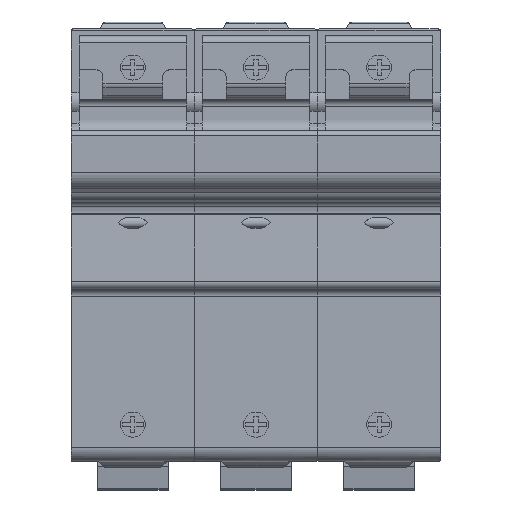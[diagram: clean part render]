
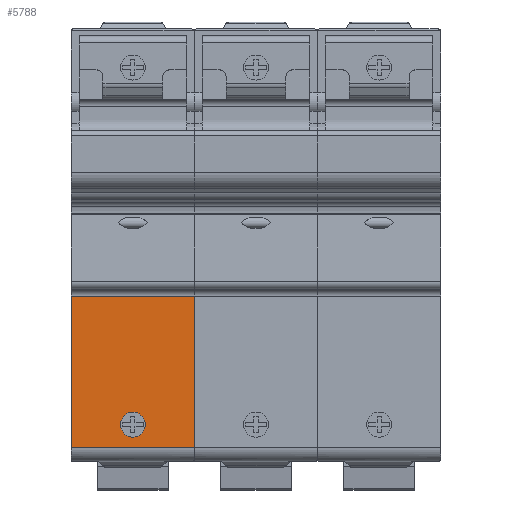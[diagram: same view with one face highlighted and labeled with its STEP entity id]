
A CAD part, top view. The second image highlights one B-rep face of the part: STEP entity #5788.
In plain terms, the highlighted planar face has unit normal (0, 0, 1).
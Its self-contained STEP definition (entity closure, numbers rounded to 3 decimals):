
#779 = EDGE_LOOP ( 'NONE', ( #11569, #8280 ) ) ;
#851 = VERTEX_POINT ( 'NONE', #3922 ) ;
#897 = CARTESIAN_POINT ( 'NONE',  ( -17.5, -62.503, 39.002 ) ) ;
#1188 = EDGE_LOOP ( 'NONE', ( #10271, #10452, #7768, #8679 ) ) ;
#1336 = CARTESIAN_POINT ( 'NONE',  ( 17.5, -62.503, 39.002 ) ) ;
#1581 = LINE ( 'NONE', #11667, #6678 ) ;
#2242 = FACE_OUTER_BOUND ( 'NONE', #1188, .T. ) ;
#2496 = DIRECTION ( 'NONE',  ( 0., -1., 0. ) ) ;
#2744 = DIRECTION ( 'NONE',  ( 0., -1., 0. ) ) ;
#2861 = CARTESIAN_POINT ( 'NONE',  ( 0., -56., 39.002 ) ) ;
#3194 = CARTESIAN_POINT ( 'NONE',  ( 3.55, -56., 39.002 ) ) ;
#3922 = CARTESIAN_POINT ( 'NONE',  ( -3.55, -56., 39.002 ) ) ;
#4274 = VECTOR ( 'NONE', #10938, 1000. ) ;
#4492 = DIRECTION ( 'NONE',  ( -1., 0., 0. ) ) ;
#4551 = AXIS2_PLACEMENT_3D ( 'NONE', #2861, #7389, #2744 ) ;
#4856 = LINE ( 'NONE', #9036, #4274 ) ;
#4983 = LINE ( 'NONE', #897, #8767 ) ;
#5038 = EDGE_CURVE ( 'NONE', #8923, #6931, #9528, .T. ) ;
#5055 = CARTESIAN_POINT ( 'NONE',  ( 17.5, -19.501, 39.002 ) ) ;
#5213 = CIRCLE ( 'NONE', #4551, 3.55 ) ;
#5381 = PLANE ( 'NONE',  #11317 ) ;
#5385 = CARTESIAN_POINT ( 'NONE',  ( -17.5, -19.501, 39.002 ) ) ;
#5417 = VERTEX_POINT ( 'NONE', #3194 ) ;
#5586 = VERTEX_POINT ( 'NONE', #1336 ) ;
#5788 = ADVANCED_FACE ( 'NONE', ( #2242, #8362 ), #5381, .T. ) ;
#6021 = DIRECTION ( 'NONE',  ( 0., 1., 0. ) ) ;
#6244 = CARTESIAN_POINT ( 'NONE',  ( 17.5, -19.501, 39.002 ) ) ;
#6320 = DIRECTION ( 'NONE',  ( 0., 0., 1. ) ) ;
#6678 = VECTOR ( 'NONE', #6021, 1000. ) ;
#6757 = VECTOR ( 'NONE', #4492, 1000. ) ;
#6931 = VERTEX_POINT ( 'NONE', #5385 ) ;
#7222 = EDGE_CURVE ( 'NONE', #851, #5417, #5213, .T. ) ;
#7389 = DIRECTION ( 'NONE',  ( 0., 0., -1. ) ) ;
#7478 = EDGE_CURVE ( 'NONE', #5586, #8923, #1581, .T. ) ;
#7494 = CARTESIAN_POINT ( 'NONE',  ( 0., -56., 39.002 ) ) ;
#7538 = DIRECTION ( 'NONE',  ( 0., 1., 0. ) ) ;
#7768 = ORIENTED_EDGE ( 'NONE', *, *, #10942, .F. ) ;
#7801 = AXIS2_PLACEMENT_3D ( 'NONE', #7494, #10197, #10891 ) ;
#8042 = CARTESIAN_POINT ( 'NONE',  ( -17.5, -62.503, 39.002 ) ) ;
#8280 = ORIENTED_EDGE ( 'NONE', *, *, #7222, .T. ) ;
#8362 = FACE_BOUND ( 'NONE', #779, .T. ) ;
#8679 = ORIENTED_EDGE ( 'NONE', *, *, #10169, .T. ) ;
#8767 = VECTOR ( 'NONE', #7538, 1000. ) ;
#8923 = VERTEX_POINT ( 'NONE', #5055 ) ;
#9036 = CARTESIAN_POINT ( 'NONE',  ( 17.5, -62.503, 39.002 ) ) ;
#9528 = LINE ( 'NONE', #10058, #6757 ) ;
#10058 = CARTESIAN_POINT ( 'NONE',  ( 17.5, -19.501, 39.002 ) ) ;
#10169 = EDGE_CURVE ( 'NONE', #10729, #5586, #4856, .T. ) ;
#10197 = DIRECTION ( 'NONE',  ( 0., 0., -1. ) ) ;
#10271 = ORIENTED_EDGE ( 'NONE', *, *, #7478, .T. ) ;
#10452 = ORIENTED_EDGE ( 'NONE', *, *, #5038, .T. ) ;
#10521 = CIRCLE ( 'NONE', #7801, 3.55 ) ;
#10729 = VERTEX_POINT ( 'NONE', #8042 ) ;
#10878 = EDGE_CURVE ( 'NONE', #5417, #851, #10521, .T. ) ;
#10891 = DIRECTION ( 'NONE',  ( 0., -1., 0. ) ) ;
#10938 = DIRECTION ( 'NONE',  ( 1., 0., 0. ) ) ;
#10942 = EDGE_CURVE ( 'NONE', #10729, #6931, #4983, .T. ) ;
#11317 = AXIS2_PLACEMENT_3D ( 'NONE', #6244, #6320, #2496 ) ;
#11569 = ORIENTED_EDGE ( 'NONE', *, *, #10878, .T. ) ;
#11667 = CARTESIAN_POINT ( 'NONE',  ( 17.5, -19.501, 39.002 ) ) ;
